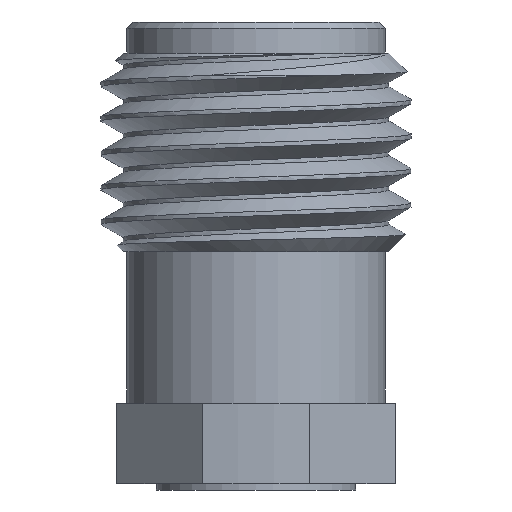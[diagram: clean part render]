
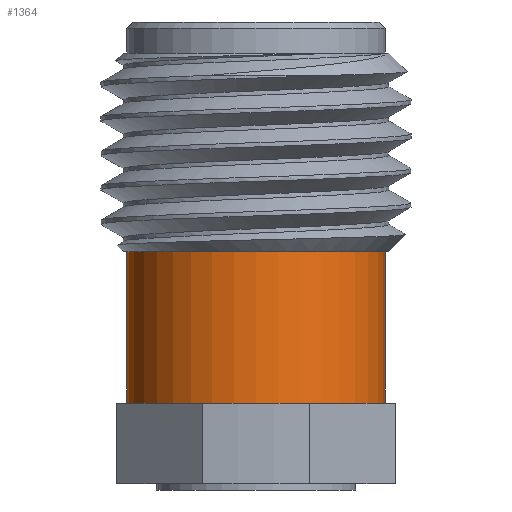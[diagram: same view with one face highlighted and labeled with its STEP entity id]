
A CAD part, front view. The second image highlights one B-rep face of the part: STEP entity #1364.
In plain terms, the highlighted cylindrical face has radius 2.65 mm (diameter 5.3 mm), a full revolution.
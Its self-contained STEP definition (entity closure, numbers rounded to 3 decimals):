
#86 = CARTESIAN_POINT ( 'NONE',  ( 0., 0., 3.101 ) ) ;
#290 = CARTESIAN_POINT ( 'NONE',  ( 0., 0., 7.8 ) ) ;
#359 = EDGE_LOOP ( 'NONE', ( #816 ) ) ;
#702 = DIRECTION ( 'NONE',  ( 0., 0., 1. ) ) ;
#749 = FACE_OUTER_BOUND ( 'NONE', #359, .T. ) ;
#816 = ORIENTED_EDGE ( 'NONE', *, *, #2739, .T. ) ;
#928 = DIRECTION ( 'NONE',  ( 0., 0., 1. ) ) ;
#953 = FACE_OUTER_BOUND ( 'NONE', #1034, .T. ) ;
#992 = VERTEX_POINT ( 'NONE', #1411 ) ;
#1034 = EDGE_LOOP ( 'NONE', ( #1267 ) ) ;
#1179 = DIRECTION ( 'NONE',  ( 0., -1., 0. ) ) ;
#1267 = ORIENTED_EDGE ( 'NONE', *, *, #1500, .F. ) ;
#1364 = ADVANCED_FACE ( 'NONE', ( #953, #749 ), #1421, .T. ) ;
#1395 = CARTESIAN_POINT ( 'NONE',  ( 0., -2.65, 3.101 ) ) ;
#1411 = CARTESIAN_POINT ( 'NONE',  ( 0., -2.65, 0. ) ) ;
#1421 = CYLINDRICAL_SURFACE ( 'NONE', #2340, 2.65 ) ;
#1500 = EDGE_CURVE ( 'NONE', #2047, #2047, #1804, .T. ) ;
#1548 = DIRECTION ( 'NONE',  ( 0., 0., 1. ) ) ;
#1634 = DIRECTION ( 'NONE',  ( 0., -1., 0. ) ) ;
#1736 = CIRCLE ( 'NONE', #2077, 2.65 ) ;
#1804 = CIRCLE ( 'NONE', #2390, 2.65 ) ;
#1883 = CARTESIAN_POINT ( 'NONE',  ( 0., 0., 0. ) ) ;
#2047 = VERTEX_POINT ( 'NONE', #1395 ) ;
#2077 = AXIS2_PLACEMENT_3D ( 'NONE', #1883, #928, #1634 ) ;
#2258 = DIRECTION ( 'NONE',  ( 0., -1., 0. ) ) ;
#2340 = AXIS2_PLACEMENT_3D ( 'NONE', #290, #702, #1179 ) ;
#2390 = AXIS2_PLACEMENT_3D ( 'NONE', #86, #1548, #2258 ) ;
#2739 = EDGE_CURVE ( 'NONE', #992, #992, #1736, .T. ) ;
